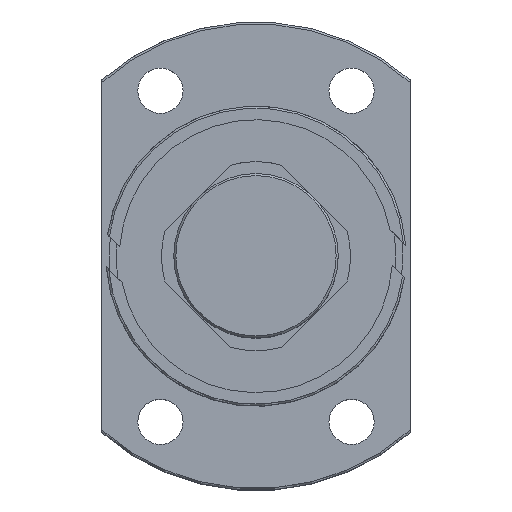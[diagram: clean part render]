
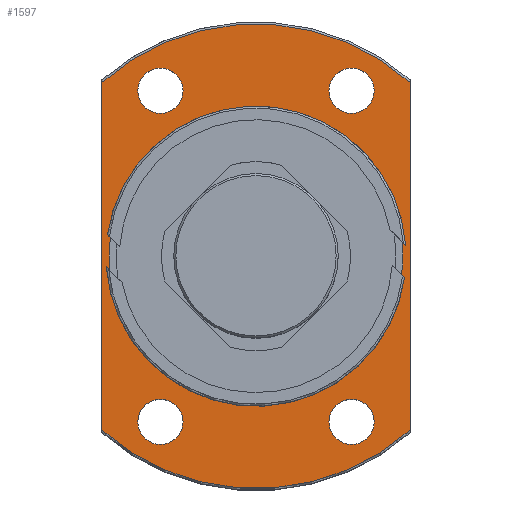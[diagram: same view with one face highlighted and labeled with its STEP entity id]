
A CAD part, top view. The second image highlights one B-rep face of the part: STEP entity #1597.
In plain terms, the highlighted planar face has unit normal (0, 0, 1).
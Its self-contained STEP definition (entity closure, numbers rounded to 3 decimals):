
#120=CIRCLE('',#1725,36.5);
#131=CIRCLE('',#1742,56.5);
#132=CIRCLE('',#1744,56.5);
#133=CIRCLE('',#1746,36.5);
#134=CIRCLE('',#1747,35.7);
#135=CIRCLE('',#1748,35.7);
#136=CIRCLE('',#1749,5.5);
#137=CIRCLE('',#1750,5.5);
#138=CIRCLE('',#1751,5.5);
#139=CIRCLE('',#1752,5.5);
#378=ORIENTED_EDGE('',*,*,#773,.T.);
#379=ORIENTED_EDGE('',*,*,#805,.T.);
#380=ORIENTED_EDGE('',*,*,#759,.T.);
#381=ORIENTED_EDGE('',*,*,#806,.T.);
#382=ORIENTED_EDGE('',*,*,#754,.T.);
#383=ORIENTED_EDGE('',*,*,#777,.T.);
#384=ORIENTED_EDGE('',*,*,#740,.T.);
#385=ORIENTED_EDGE('',*,*,#807,.T.);
#386=ORIENTED_EDGE('',*,*,#802,.F.);
#387=ORIENTED_EDGE('',*,*,#808,.T.);
#388=ORIENTED_EDGE('',*,*,#799,.F.);
#389=ORIENTED_EDGE('',*,*,#809,.T.);
#390=ORIENTED_EDGE('',*,*,#810,.T.);
#391=ORIENTED_EDGE('',*,*,#811,.T.);
#392=ORIENTED_EDGE('',*,*,#812,.T.);
#393=ORIENTED_EDGE('',*,*,#813,.T.);
#740=EDGE_CURVE('',#966,#965,#1101,.T.);
#754=EDGE_CURVE('',#976,#975,#1112,.T.);
#759=EDGE_CURVE('',#980,#979,#1117,.T.);
#773=EDGE_CURVE('',#990,#989,#1128,.T.);
#777=EDGE_CURVE('',#975,#966,#120,.T.);
#799=EDGE_CURVE('',#1008,#1009,#131,.T.);
#802=EDGE_CURVE('',#1010,#1011,#132,.T.);
#805=EDGE_CURVE('',#989,#980,#133,.T.);
#806=EDGE_CURVE('',#979,#976,#134,.T.);
#807=EDGE_CURVE('',#965,#990,#135,.T.);
#808=EDGE_CURVE('',#1010,#1009,#1136,.T.);
#809=EDGE_CURVE('',#1008,#1011,#1137,.T.);
#810=EDGE_CURVE('',#1012,#1012,#136,.T.);
#811=EDGE_CURVE('',#1013,#1013,#137,.T.);
#812=EDGE_CURVE('',#1014,#1014,#138,.T.);
#813=EDGE_CURVE('',#1015,#1015,#139,.T.);
#965=VERTEX_POINT('',#2559);
#966=VERTEX_POINT('',#2561);
#975=VERTEX_POINT('',#2593);
#976=VERTEX_POINT('',#2595);
#979=VERTEX_POINT('',#2603);
#980=VERTEX_POINT('',#2605);
#989=VERTEX_POINT('',#2637);
#990=VERTEX_POINT('',#2639);
#1008=VERTEX_POINT('',#2718);
#1009=VERTEX_POINT('',#2719);
#1010=VERTEX_POINT('',#2732);
#1011=VERTEX_POINT('',#2733);
#1012=VERTEX_POINT('',#2751);
#1013=VERTEX_POINT('',#2753);
#1014=VERTEX_POINT('',#2755);
#1015=VERTEX_POINT('',#2757);
#1101=LINE('',#2560,#1221);
#1112=LINE('',#2594,#1232);
#1117=LINE('',#2604,#1237);
#1128=LINE('',#2638,#1248);
#1136=LINE('',#2748,#1256);
#1137=LINE('',#2749,#1257);
#1221=VECTOR('',#1999,1000.);
#1232=VECTOR('',#2016,1000.);
#1237=VECTOR('',#2023,1000.);
#1248=VECTOR('',#2040,1000.);
#1256=VECTOR('',#2106,1000.);
#1257=VECTOR('',#2107,1000.);
#1318=EDGE_LOOP('',(#378,#379,#380,#381,#382,#383,#384,#385));
#1319=EDGE_LOOP('',(#386,#387,#388,#389));
#1320=EDGE_LOOP('',(#390));
#1321=EDGE_LOOP('',(#391));
#1322=EDGE_LOOP('',(#392));
#1323=EDGE_LOOP('',(#393));
#1442=FACE_BOUND('',#1318,.T.);
#1443=FACE_BOUND('',#1319,.T.);
#1444=FACE_BOUND('',#1320,.T.);
#1445=FACE_BOUND('',#1321,.T.);
#1446=FACE_BOUND('',#1322,.T.);
#1447=FACE_BOUND('',#1323,.T.);
#1543=PLANE('',#1745);
#1597=ADVANCED_FACE('',(#1442,#1443,#1444,#1445,#1446,#1447),#1543,.T.);
#1725=AXIS2_PLACEMENT_3D('',#2646,#2052,#2053);
#1742=AXIS2_PLACEMENT_3D('',#2717,#2092,#2093);
#1744=AXIS2_PLACEMENT_3D('',#2731,#2096,#2097);
#1745=AXIS2_PLACEMENT_3D('',#2744,#2098,#2099);
#1746=AXIS2_PLACEMENT_3D('',#2745,#2100,#2101);
#1747=AXIS2_PLACEMENT_3D('',#2746,#2102,#2103);
#1748=AXIS2_PLACEMENT_3D('',#2747,#2104,#2105);
#1749=AXIS2_PLACEMENT_3D('',#2750,#2108,#2109);
#1750=AXIS2_PLACEMENT_3D('',#2752,#2110,#2111);
#1751=AXIS2_PLACEMENT_3D('',#2754,#2112,#2113);
#1752=AXIS2_PLACEMENT_3D('',#2756,#2114,#2115);
#1999=DIRECTION('',(0.707,-0.707,0.));
#2016=DIRECTION('',(0.707,-0.707,0.));
#2023=DIRECTION('',(-0.707,0.707,0.));
#2040=DIRECTION('',(-0.707,0.707,0.));
#2052=DIRECTION('',(0.,0.,-1.));
#2053=DIRECTION('',(-1.,0.,0.));
#2092=DIRECTION('',(0.,0.,-1.));
#2093=DIRECTION('',(-1.,0.,0.));
#2096=DIRECTION('',(0.,0.,-1.));
#2097=DIRECTION('',(-1.,0.,0.));
#2098=DIRECTION('',(0.,0.,1.));
#2099=DIRECTION('',(1.,0.,0.));
#2100=DIRECTION('',(0.,0.,-1.));
#2101=DIRECTION('',(-1.,0.,0.));
#2102=DIRECTION('',(0.,0.,-1.));
#2103=DIRECTION('',(-1.,0.,0.));
#2104=DIRECTION('',(0.,0.,-1.));
#2105=DIRECTION('',(-1.,0.,0.));
#2106=DIRECTION('',(0.,-1.,0.));
#2107=DIRECTION('',(0.,1.,0.));
#2108=DIRECTION('',(0.,0.,-1.));
#2109=DIRECTION('',(-1.,0.,0.));
#2110=DIRECTION('',(0.,0.,-1.));
#2111=DIRECTION('',(-1.,0.,0.));
#2112=DIRECTION('',(0.,0.,-1.));
#2113=DIRECTION('',(-1.,0.,0.));
#2114=DIRECTION('',(0.,0.,-1.));
#2115=DIRECTION('',(-1.,0.,0.));
#2559=CARTESIAN_POINT('',(-35.534,-3.439,71.5));
#2560=CARTESIAN_POINT('',(-37.47,-1.503,71.5));
#2561=CARTESIAN_POINT('',(-36.41,-2.563,71.5));
#2593=CARTESIAN_POINT('',(36.118,-5.268,71.5));
#2594=CARTESIAN_POINT('',(33.122,-2.272,71.5));
#2595=CARTESIAN_POINT('',(35.408,-4.558,71.5));
#2603=CARTESIAN_POINT('',(35.534,3.439,71.5));
#2604=CARTESIAN_POINT('',(37.47,1.503,71.5));
#2605=CARTESIAN_POINT('',(36.41,2.563,71.5));
#2637=CARTESIAN_POINT('',(-36.118,5.268,71.5));
#2638=CARTESIAN_POINT('',(-33.122,2.272,71.5));
#2639=CARTESIAN_POINT('',(-35.408,4.558,71.5));
#2646=CARTESIAN_POINT('',(0.,0.,71.5));
#2717=CARTESIAN_POINT('',(0.,0.,71.5));
#2718=CARTESIAN_POINT('',(37.5,-42.261,71.5));
#2719=CARTESIAN_POINT('',(-37.5,-42.261,71.5));
#2731=CARTESIAN_POINT('',(0.,0.,71.5));
#2732=CARTESIAN_POINT('',(-37.5,42.261,71.5));
#2733=CARTESIAN_POINT('',(37.5,42.261,71.5));
#2744=CARTESIAN_POINT('',(0.,56.5,71.5));
#2745=CARTESIAN_POINT('',(0.,0.,71.5));
#2746=CARTESIAN_POINT('',(0.,0.,71.5));
#2747=CARTESIAN_POINT('',(0.,0.,71.5));
#2748=CARTESIAN_POINT('',(-37.5,56.5,71.5));
#2749=CARTESIAN_POINT('',(37.5,56.5,71.5));
#2750=CARTESIAN_POINT('',(-23.25,40.27,71.5));
#2751=CARTESIAN_POINT('',(-28.75,40.27,71.5));
#2752=CARTESIAN_POINT('',(23.25,40.27,71.5));
#2753=CARTESIAN_POINT('',(17.75,40.27,71.5));
#2754=CARTESIAN_POINT('',(23.25,-40.27,71.5));
#2755=CARTESIAN_POINT('',(17.75,-40.27,71.5));
#2756=CARTESIAN_POINT('',(-23.25,-40.27,71.5));
#2757=CARTESIAN_POINT('',(-28.75,-40.27,71.5));
